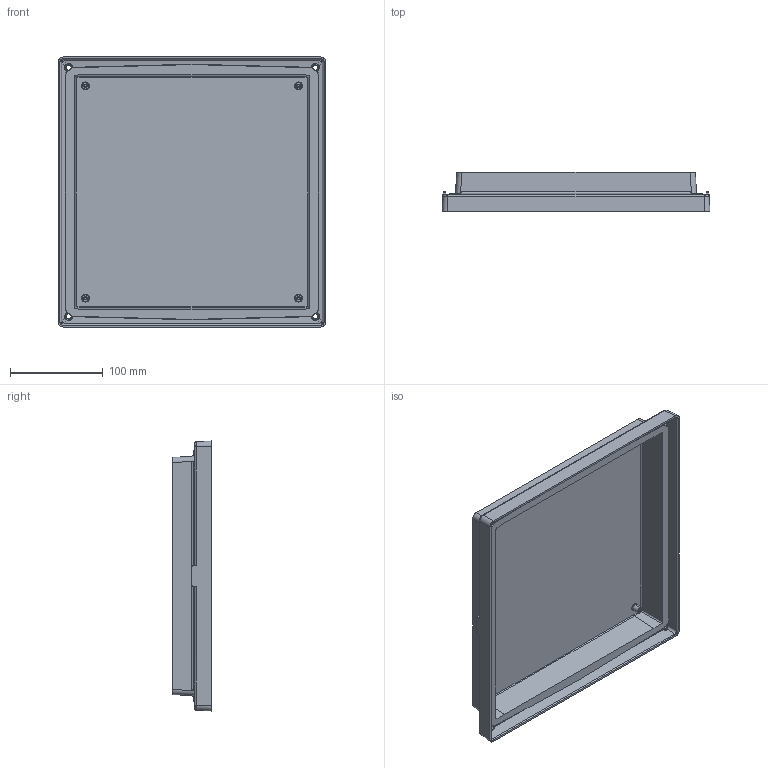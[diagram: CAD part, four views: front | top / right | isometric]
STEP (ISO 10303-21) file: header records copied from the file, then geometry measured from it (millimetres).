
FILE_DESCRIPTION (( 'STEP AP214' ), '1' );
FILE_NAME ('10x10_screw_cover.STEP', '2009-04-01T10:29:41', ( '' ), ( '' ), 'SwSTEP 2.0', 'SolidWorks 2008', '' );
FILE_SCHEMA (( 'AUTOMOTIVE_DESIGN' ));
Length unit declared in the file: millimetre
Products named in the file (1): 10x10_screw_cover
Bounding box: 288.54 x 42 x 290.84 mm (x, y, z)
Volume: 479810.2 mm3; surface area: 261876.7 mm2
Topology: 1 solids, 1 shells, 359 faces, 920 edges, 572 vertices
Faces by surface type: bspline 201, plane 90, cylinder 68
Entity records: 18105 total; most frequent: CARTESIAN_POINT 11468, ORIENTED_EDGE 1838, EDGE_CURVE 919, DIRECTION 677, VERTEX_POINT 572, B_SPLINE_CURVE_WITH_KNOTS 472, EDGE_LOOP 377, ADVANCED_FACE 359
